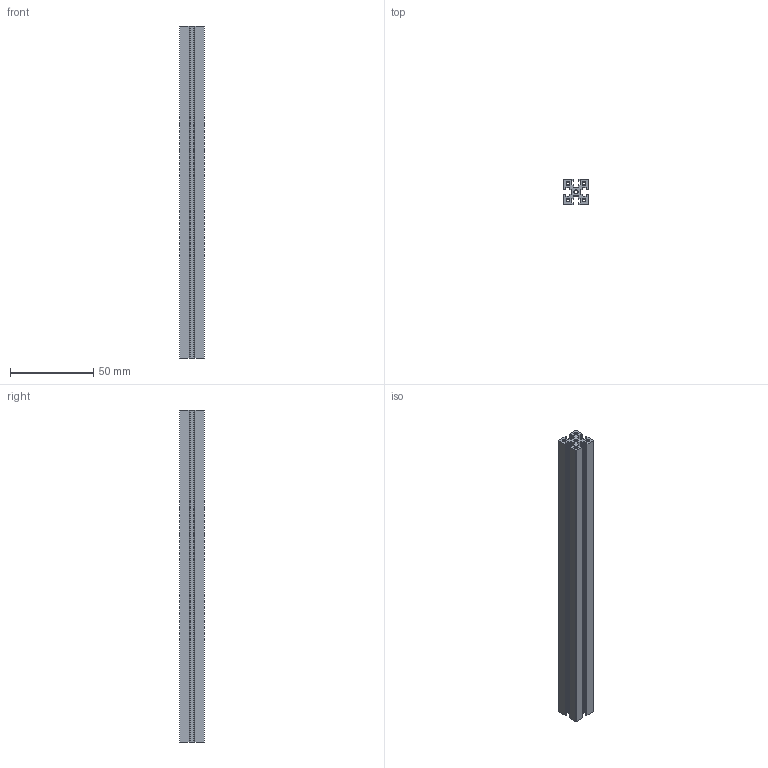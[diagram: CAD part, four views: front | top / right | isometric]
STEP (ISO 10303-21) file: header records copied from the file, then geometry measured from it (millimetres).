
FILE_DESCRIPTION(/* description */ (''),/* implementation_level */ '2;1');
FILE_NAME(/* name */ 'MB-103408-Extrusion-15mm-200mm.step',/* time_stamp */ '2022-11-17T23:21:02-05:00',/* author */ (''),/* organization */ (''),/* preprocessor_version */ 'ST-DEVELOPER v19.2',/* originating_system */ 'Autodesk Translation Framework v11.17.0.187',/* authorisation */ '');
FILE_SCHEMA (('AUTOMOTIVE_DESIGN { 1 0 10303 214 3 1 1 }'));
Length unit declared in the file: millimetre
Products named in the file (1): 103408 (1)
Bounding box: 15 x 15 x 200 mm (x, y, z)
Volume: 24622.8 mm3; surface area: 30643.9 mm2
Topology: 1 solids, 1 shells, 194 faces, 576 edges, 384 vertices
Faces by surface type: cylinder 132, plane 54, cone 8
Entity records: 6764 total; most frequent: CARTESIAN_POINT 1267, DIRECTION 1214, ORIENTED_EDGE 1152, EDGE_CURVE 576, AXIS2_PLACEMENT_3D 459, VERTEX_POINT 384, LINE 296, VECTOR 296
